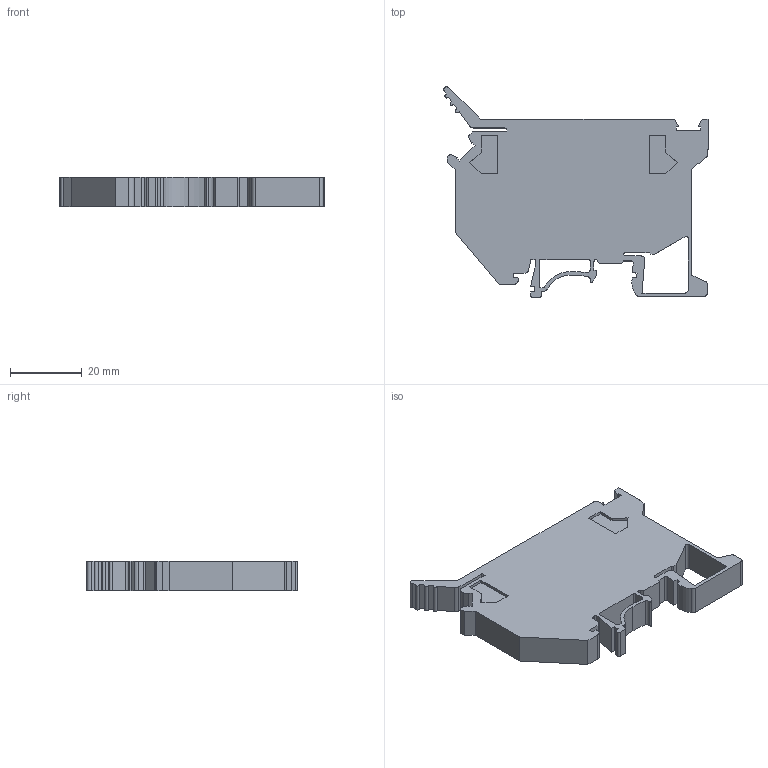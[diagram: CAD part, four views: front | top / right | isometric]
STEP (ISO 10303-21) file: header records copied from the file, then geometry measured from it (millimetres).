
FILE_DESCRIPTION((''),'2;1');
FILE_NAME('PRT0002','2019-08-21T',('Administrator'),(''),'PRO/ENGINEER BY PARAMETRIC TECHNOLOGY CORPORATION, 2008380','PRO/ENGINEER BY PARAMETRIC TECHNOLOGY CORPORATION, 2008380','');
FILE_SCHEMA(('CONFIG_CONTROL_DESIGN'));
Length unit declared in the file: millimetre
Products named in the file (1): PRT0002
Bounding box: 73.71 x 58.69 x 8.2 mm (x, y, z)
Volume: 22112.6 mm3; surface area: 9159.7 mm2
Topology: 1 solids, 1 shells, 153 faces, 441 edges, 294 vertices
Faces by surface type: plane 112, cylinder 41
Entity records: 5045 total; most frequent: CARTESIAN_POINT 902, ORIENTED_EDGE 882, DIRECTION 821, EDGE_CURVE 441, VECTOR 359, LINE 359, VERTEX_POINT 294, AXIS2_PLACEMENT_3D 231
